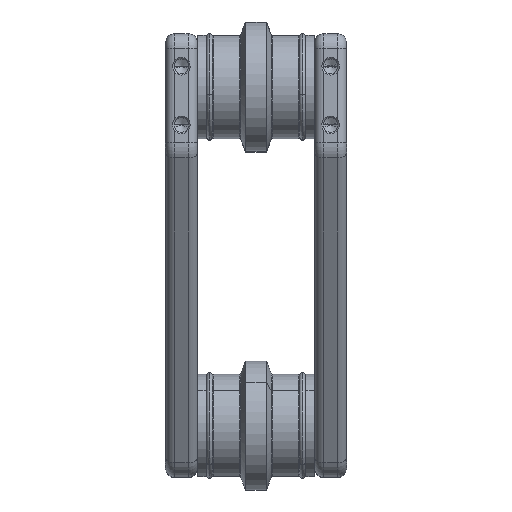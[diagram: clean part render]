
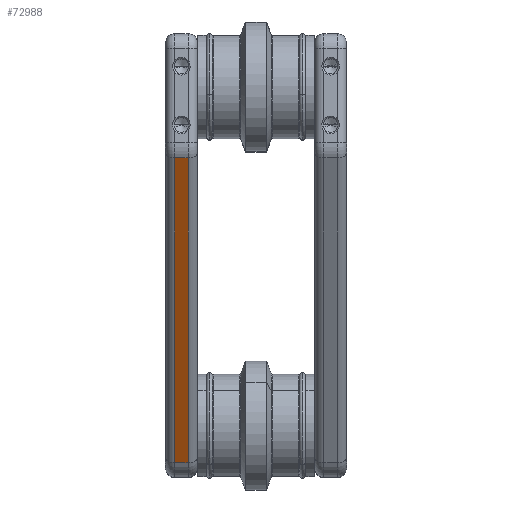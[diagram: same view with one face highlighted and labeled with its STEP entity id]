
A CAD part, top view. The second image highlights one B-rep face of the part: STEP entity #72988.
In plain terms, the highlighted planar face has unit normal (0, -0.507, 0.862).
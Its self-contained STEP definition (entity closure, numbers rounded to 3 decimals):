
#6174 = LINE ( 'NONE', #46240, #26295 ) ;
#6751 = CARTESIAN_POINT ( 'NONE',  ( -23.175, 33.217, 119.792 ) ) ;
#7774 = AXIS2_PLACEMENT_3D ( 'NONE', #47856, #82032, #34509 ) ;
#10016 = VECTOR ( 'NONE', #80969, 1000. ) ;
#10431 = VECTOR ( 'NONE', #80992, 1000. ) ;
#13890 = EDGE_CURVE ( 'NONE', #15652, #30077, #48096, .T. ) ;
#15652 = VERTEX_POINT ( 'NONE', #64598 ) ;
#16612 = LINE ( 'NONE', #53396, #10431 ) ;
#17436 = CARTESIAN_POINT ( 'NONE',  ( -27.7, 33.217, 119.792 ) ) ;
#19369 = EDGE_LOOP ( 'NONE', ( #57763, #19966, #49120, #64783 ) ) ;
#19966 = ORIENTED_EDGE ( 'NONE', *, *, #82261, .T. ) ;
#20697 = PLANE ( 'NONE',  #7774 ) ;
#21440 = VERTEX_POINT ( 'NONE', #17436 ) ;
#26295 = VECTOR ( 'NONE', #52390, 1000. ) ;
#30077 = VERTEX_POINT ( 'NONE', #55570 ) ;
#30181 = LINE ( 'NONE', #63494, #39231 ) ;
#34509 = DIRECTION ( 'NONE',  ( 0., -0.862, -0.507 ) ) ;
#39231 = VECTOR ( 'NONE', #63045, 1000. ) ;
#42105 = FACE_OUTER_BOUND ( 'NONE', #19369, .T. ) ;
#43579 = EDGE_CURVE ( 'NONE', #59655, #15652, #16612, .T. ) ;
#46240 = CARTESIAN_POINT ( 'NONE',  ( -27.7, -70.638, 58.65 ) ) ;
#47856 = CARTESIAN_POINT ( 'NONE',  ( -24.5, -70.638, 58.65 ) ) ;
#48096 = LINE ( 'NONE', #6751, #10016 ) ;
#49120 = ORIENTED_EDGE ( 'NONE', *, *, #43579, .T. ) ;
#52390 = DIRECTION ( 'NONE',  ( 0., -0.862, -0.507 ) ) ;
#53396 = CARTESIAN_POINT ( 'NONE',  ( -24.5, -70.638, 58.65 ) ) ;
#55570 = CARTESIAN_POINT ( 'NONE',  ( -23.175, 33.217, 119.792 ) ) ;
#57763 = ORIENTED_EDGE ( 'NONE', *, *, #78696, .F. ) ;
#59655 = VERTEX_POINT ( 'NONE', #77437 ) ;
#63045 = DIRECTION ( 'NONE',  ( 1., 0., 0. ) ) ;
#63494 = CARTESIAN_POINT ( 'NONE',  ( -24.5, 33.217, 119.792 ) ) ;
#64598 = CARTESIAN_POINT ( 'NONE',  ( -23.175, -70.638, 58.65 ) ) ;
#64783 = ORIENTED_EDGE ( 'NONE', *, *, #13890, .T. ) ;
#72988 = ADVANCED_FACE ( 'NONE', ( #42105 ), #20697, .T. ) ;
#77437 = CARTESIAN_POINT ( 'NONE',  ( -27.7, -70.638, 58.65 ) ) ;
#78696 = EDGE_CURVE ( 'NONE', #21440, #30077, #30181, .T. ) ;
#80969 = DIRECTION ( 'NONE',  ( 0., 0.862, 0.507 ) ) ;
#80992 = DIRECTION ( 'NONE',  ( 1., 0., 0. ) ) ;
#82032 = DIRECTION ( 'NONE',  ( 0., -0.507, 0.862 ) ) ;
#82261 = EDGE_CURVE ( 'NONE', #21440, #59655, #6174, .T. ) ;
